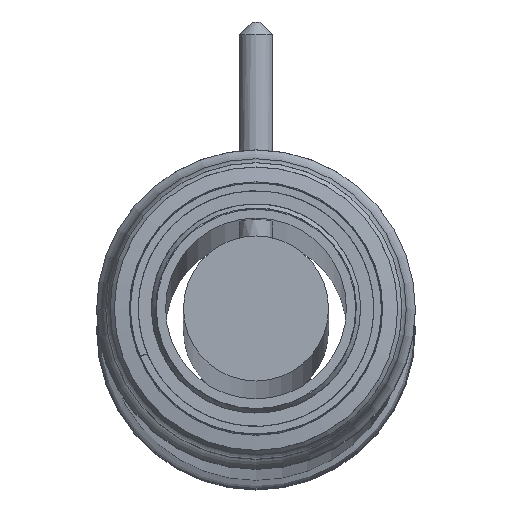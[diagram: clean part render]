
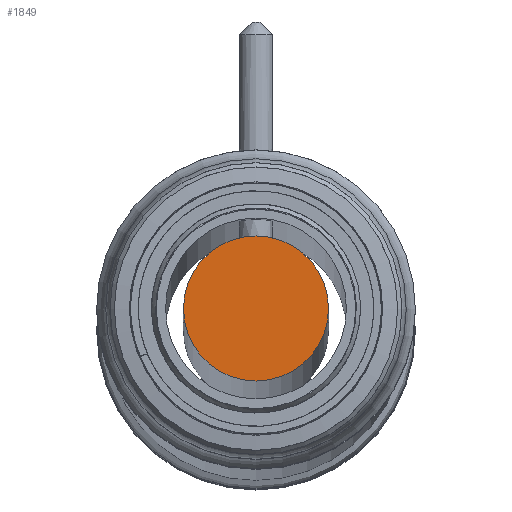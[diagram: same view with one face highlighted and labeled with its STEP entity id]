
A CAD part, top view. The second image highlights one B-rep face of the part: STEP entity #1849.
In plain terms, the highlighted planar face has unit normal (0, 0, 1).
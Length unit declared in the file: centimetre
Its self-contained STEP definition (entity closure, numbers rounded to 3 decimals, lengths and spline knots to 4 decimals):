
#204=PLANE('',#347);
#344=AXIS2_PLACEMENT_3D('',#3678,#868,#869);
#347=AXIS2_PLACEMENT_3D('',#3683,#873,$);
#493=CIRCLE('',#344,1.7344);
#619=VERTEX_POINT('',#3679);
#868=DIRECTION('',(0.,0.,1.));
#869=DIRECTION('',(1.734,0.,0.));
#873=DIRECTION('',(0.,0.,1.));
#1118=EDGE_CURVE('',#619,#619,#493,.T.);
#1306=ORIENTED_EDGE('',*,*,#1118,.T.);
#1505=EDGE_LOOP('',(#1306));
#1701=FACE_BOUND('',#1505,.T.);
#1849=ADVANCED_FACE('',(#1701),#204,.T.);
#3678=CARTESIAN_POINT('',(0.,0.,332.0931));
#3679=CARTESIAN_POINT('',(-1.7344,0.,332.0931));
#3683=CARTESIAN_POINT('',(0.,1.784,332.0931));
